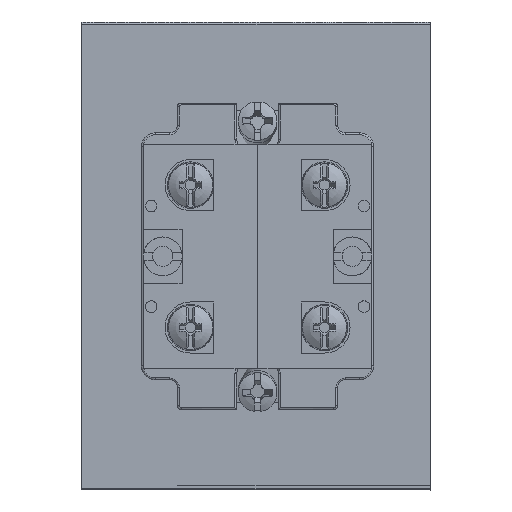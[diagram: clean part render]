
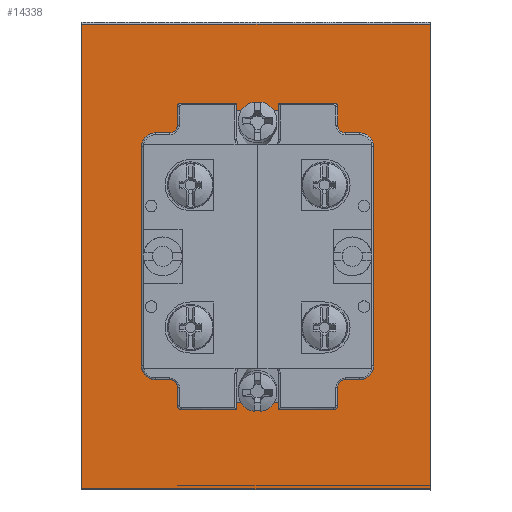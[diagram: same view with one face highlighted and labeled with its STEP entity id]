
A CAD part, left-side view. The second image highlights one B-rep face of the part: STEP entity #14338.
In plain terms, the highlighted planar face has unit normal (-1, 0, 0).
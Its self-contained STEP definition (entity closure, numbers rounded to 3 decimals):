
#14166=CARTESIAN_POINT('',(-15.704,-32.725,11.25));
#14167=VERTEX_POINT('',#14166);
#14168=CARTESIAN_POINT('',(-15.704,-32.725,22.5));
#14169=DIRECTION('',(1.0,0.0,0.0));
#14170=DIRECTION('',(0.0,0.0,1.0));
#14171=AXIS2_PLACEMENT_3D('',#14168,#14169,#14170);
#14172=CIRCLE('',#14171,11.25);
#14173=EDGE_CURVE('',#14167,#14167,#14172,.T.);
#14200=CARTESIAN_POINT('',(-15.704,-2.725,45.0));
#14201=VERTEX_POINT('',#14200);
#14220=CARTESIAN_POINT('',(-15.704,-2.725,0.0));
#14221=VERTEX_POINT('',#14220);
#14230=CARTESIAN_POINT('',(-15.704,-2.725,0.0));
#14231=DIRECTION('',(0.0,0.0,1.0));
#14232=VECTOR('',#14231,45.0);
#14233=LINE('',#14230,#14232);
#14234=EDGE_CURVE('',#14221,#14201,#14233,.T.);
#14284=CARTESIAN_POINT('',(-15.704,-62.725,45.0));
#14285=VERTEX_POINT('',#14284);
#14294=CARTESIAN_POINT('',(-15.704,-62.725,0.0));
#14295=VERTEX_POINT('',#14294);
#14296=CARTESIAN_POINT('',(-15.704,-62.725,0.0));
#14297=DIRECTION('',(0.0,0.0,1.0));
#14298=VECTOR('',#14297,45.0);
#14299=LINE('',#14296,#14298);
#14300=EDGE_CURVE('',#14295,#14285,#14299,.T.);
#14314=CARTESIAN_POINT('',(-15.704,-62.725,0.0));
#14315=DIRECTION('',(-1.0,0.0,0.0));
#14316=DIRECTION('',(0.0,0.0,1.0));
#14317=AXIS2_PLACEMENT_3D('',#14314,#14315,#14316);
#14318=PLANE('',#14317);
#14319=CARTESIAN_POINT('',(-15.704,-62.725,45.0));
#14320=DIRECTION('',(0.0,1.0,0.0));
#14321=VECTOR('',#14320,60.0);
#14322=LINE('',#14319,#14321);
#14323=EDGE_CURVE('',#14285,#14201,#14322,.T.);
#14324=ORIENTED_EDGE('',*,*,#14323,.T.);
#14325=ORIENTED_EDGE('',*,*,#14234,.F.);
#14326=CARTESIAN_POINT('',(-15.704,-2.725,0.0));
#14327=DIRECTION('',(0.0,-1.0,0.0));
#14328=VECTOR('',#14327,60.0);
#14329=LINE('',#14326,#14328);
#14330=EDGE_CURVE('',#14221,#14295,#14329,.T.);
#14331=ORIENTED_EDGE('',*,*,#14330,.T.);
#14332=ORIENTED_EDGE('',*,*,#14300,.T.);
#14333=EDGE_LOOP('',(#14324,#14325,#14331,#14332));
#14334=FACE_OUTER_BOUND('',#14333,.T.);
#14335=ORIENTED_EDGE('',*,*,#14173,.T.);
#14336=EDGE_LOOP('',(#14335));
#14337=FACE_BOUND('',#14336,.T.);
#14338=ADVANCED_FACE('',(#14334,#14337),#14318,.T.);
